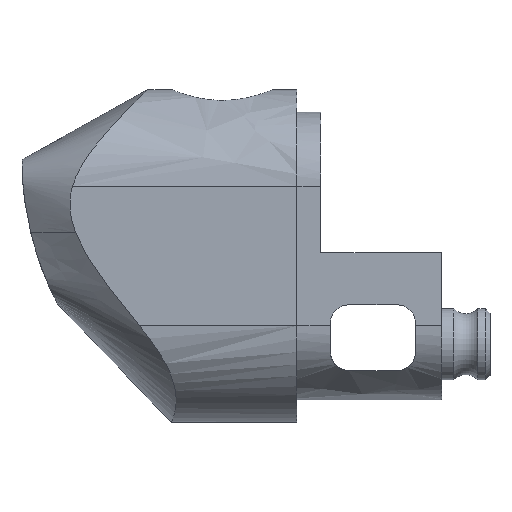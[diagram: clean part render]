
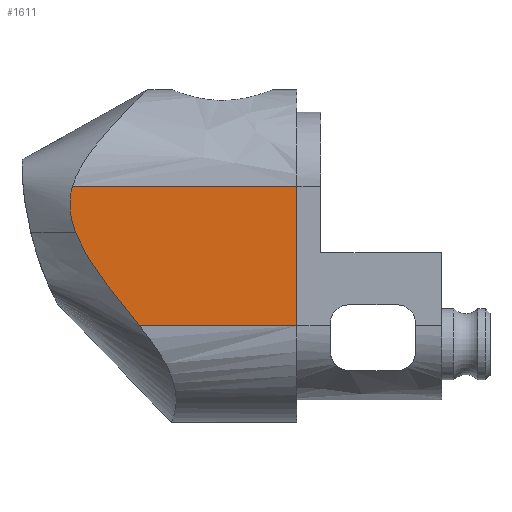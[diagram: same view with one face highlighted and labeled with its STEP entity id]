
A CAD part, front view. The second image highlights one B-rep face of the part: STEP entity #1611.
In plain terms, the highlighted planar face has unit normal (0, -1, 0).
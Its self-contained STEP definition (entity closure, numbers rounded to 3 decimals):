
#43=B_SPLINE_CURVE_WITH_KNOTS('',3,(#2730,#2731,#2732,#2733,#2734,#2735,
#2736,#2737,#2738,#2739,#2740,#2741,#2742,#2743,#2744,#2745,#2746,#2747,
#2748,#2749,#2750,#2751,#2752,#2753,#2754,#2755,#2756,#2757,#2758,#2759,
#2760,#2761,#2762,#2763,#2764,#2765,#2766),.UNSPECIFIED.,.F.,.F.,(4,3,3,
3,3,3,3,3,3,3,3,3,4),(-37.347,-36.874,-36.4,
-35.926,-35.452,-34.978,-34.504,
-34.029,-33.555,-33.154,-32.752,
-32.351,-32.271),.UNSPECIFIED.);
#44=B_SPLINE_CURVE_WITH_KNOTS('',3,(#2768,#2769,#2770,#2771,#2772,#2773,
#2774,#2775,#2776,#2777,#2778,#2779,#2780,#2781),.UNSPECIFIED.,.F.,.F.,
(4,2,2,2,2,2,4),(-1.034,-0.512,-0.275,
-0.225,-0.185,-0.098,0.),
 .UNSPECIFIED.);
#148=FACE_OUTER_BOUND('',#237,.T.);
#237=EDGE_LOOP('',(#1240,#1241,#1242,#1243,#1244));
#389=LINE('',#2783,#564);
#390=LINE('',#2785,#565);
#391=LINE('',#2786,#566);
#564=VECTOR('',#1981,10.);
#565=VECTOR('',#1982,10.);
#566=VECTOR('',#1983,10.);
#737=VERTEX_POINT('',#2728);
#738=VERTEX_POINT('',#2729);
#739=VERTEX_POINT('',#2767);
#740=VERTEX_POINT('',#2782);
#741=VERTEX_POINT('',#2784);
#928=EDGE_CURVE('',#737,#738,#43,.T.);
#929=EDGE_CURVE('',#737,#739,#44,.T.);
#930=EDGE_CURVE('',#739,#740,#389,.T.);
#931=EDGE_CURVE('',#741,#740,#390,.T.);
#932=EDGE_CURVE('',#741,#738,#391,.T.);
#1240=ORIENTED_EDGE('',*,*,#928,.F.);
#1241=ORIENTED_EDGE('',*,*,#929,.T.);
#1242=ORIENTED_EDGE('',*,*,#930,.T.);
#1243=ORIENTED_EDGE('',*,*,#931,.F.);
#1244=ORIENTED_EDGE('',*,*,#932,.T.);
#1546=PLANE('',#1728);
#1611=ADVANCED_FACE('',(#148),#1546,.T.);
#1728=AXIS2_PLACEMENT_3D('',#2727,#1979,#1980);
#1979=DIRECTION('center_axis',(0.,-1.,0.));
#1980=DIRECTION('ref_axis',(0.,0.,-1.));
#1981=DIRECTION('',(1.,0.,0.));
#1982=DIRECTION('',(0.,0.,-1.));
#1983=DIRECTION('',(-1.,0.,0.));
#2727=CARTESIAN_POINT('Origin',(-2.984,-11.5,-6.152));
#2728=CARTESIAN_POINT('',(-25.846,-11.5,-3.75));
#2729=CARTESIAN_POINT('',(-26.17,-11.5,1.051));
#2730=CARTESIAN_POINT('Ctrl Pts',(-25.846,-11.5,-3.75));
#2731=CARTESIAN_POINT('Ctrl Pts',(-25.892,-11.5,-3.634));
#2732=CARTESIAN_POINT('Ctrl Pts',(-25.935,-11.5,-3.517));
#2733=CARTESIAN_POINT('Ctrl Pts',(-25.976,-11.5,-3.4));
#2734=CARTESIAN_POINT('Ctrl Pts',(-26.017,-11.5,-3.282));
#2735=CARTESIAN_POINT('Ctrl Pts',(-26.056,-11.5,-3.164));
#2736=CARTESIAN_POINT('Ctrl Pts',(-26.093,-11.5,-3.044));
#2737=CARTESIAN_POINT('Ctrl Pts',(-26.129,-11.5,-2.925));
#2738=CARTESIAN_POINT('Ctrl Pts',(-26.163,-11.5,-2.805));
#2739=CARTESIAN_POINT('Ctrl Pts',(-26.195,-11.5,-2.685));
#2740=CARTESIAN_POINT('Ctrl Pts',(-26.226,-11.5,-2.564));
#2741=CARTESIAN_POINT('Ctrl Pts',(-26.255,-11.5,-2.443));
#2742=CARTESIAN_POINT('Ctrl Pts',(-26.282,-11.5,-2.321));
#2743=CARTESIAN_POINT('Ctrl Pts',(-26.308,-11.5,-2.199));
#2744=CARTESIAN_POINT('Ctrl Pts',(-26.331,-11.5,-2.075));
#2745=CARTESIAN_POINT('Ctrl Pts',(-26.352,-11.5,-1.953));
#2746=CARTESIAN_POINT('Ctrl Pts',(-26.372,-11.5,-1.831));
#2747=CARTESIAN_POINT('Ctrl Pts',(-26.389,-11.5,-1.711));
#2748=CARTESIAN_POINT('Ctrl Pts',(-26.403,-11.5,-1.583));
#2749=CARTESIAN_POINT('Ctrl Pts',(-26.417,-11.5,-1.454));
#2750=CARTESIAN_POINT('Ctrl Pts',(-26.427,-11.5,-1.319));
#2751=CARTESIAN_POINT('Ctrl Pts',(-26.434,-11.5,-1.21));
#2752=CARTESIAN_POINT('Ctrl Pts',(-26.442,-11.5,-1.102));
#2753=CARTESIAN_POINT('Ctrl Pts',(-26.447,-11.5,-1.021));
#2754=CARTESIAN_POINT('Ctrl Pts',(-26.445,-11.5,-0.836));
#2755=CARTESIAN_POINT('Ctrl Pts',(-26.443,-11.5,-0.68));
#2756=CARTESIAN_POINT('Ctrl Pts',(-26.435,-11.5,-0.449));
#2757=CARTESIAN_POINT('Ctrl Pts',(-26.418,-11.5,-0.239));
#2758=CARTESIAN_POINT('Ctrl Pts',(-26.4,-11.5,-0.029));
#2759=CARTESIAN_POINT('Ctrl Pts',(-26.372,-11.5,0.16));
#2760=CARTESIAN_POINT('Ctrl Pts',(-26.336,-11.5,0.353));
#2761=CARTESIAN_POINT('Ctrl Pts',(-26.299,-11.5,0.546));
#2762=CARTESIAN_POINT('Ctrl Pts',(-26.255,-11.5,0.742));
#2763=CARTESIAN_POINT('Ctrl Pts',(-26.202,-11.5,0.935));
#2764=CARTESIAN_POINT('Ctrl Pts',(-26.192,-11.5,0.974));
#2765=CARTESIAN_POINT('Ctrl Pts',(-26.181,-11.5,1.012));
#2766=CARTESIAN_POINT('Ctrl Pts',(-26.17,-11.5,1.051));
#2767=CARTESIAN_POINT('',(-19.25,-11.5,-13.355));
#2768=CARTESIAN_POINT('Ctrl Pts',(-25.847,-11.5,-3.751));
#2769=CARTESIAN_POINT('Ctrl Pts',(-25.279,-11.5,-5.202));
#2770=CARTESIAN_POINT('Ctrl Pts',(-24.43,-11.5,-6.575));
#2771=CARTESIAN_POINT('Ctrl Pts',(-22.986,-11.5,-8.647));
#2772=CARTESIAN_POINT('Ctrl Pts',(-22.431,-11.5,-9.397));
#2773=CARTESIAN_POINT('Ctrl Pts',(-21.348,-11.5,-10.756));
#2774=CARTESIAN_POINT('Ctrl Pts',(-21.146,-11.5,-11.008));
#2775=CARTESIAN_POINT('Ctrl Pts',(-20.823,-11.5,-11.408));
#2776=CARTESIAN_POINT('Ctrl Pts',(-20.68,-11.5,-11.583));
#2777=CARTESIAN_POINT('Ctrl Pts',(-20.22,-11.5,-12.15));
#2778=CARTESIAN_POINT('Ctrl Pts',(-20.095,-11.5,-12.302));
#2779=CARTESIAN_POINT('Ctrl Pts',(-19.662,-11.5,-12.84));
#2780=CARTESIAN_POINT('Ctrl Pts',(-19.456,-11.5,-13.102));
#2781=CARTESIAN_POINT('Ctrl Pts',(-19.25,-11.5,-13.355));
#2782=CARTESIAN_POINT('',(-2.984,-11.5,-13.355));
#2783=CARTESIAN_POINT('',(-19.25,-11.5,-13.355));
#2784=CARTESIAN_POINT('',(-2.984,-11.5,1.051));
#2785=CARTESIAN_POINT('',(-2.984,-11.5,1.051));
#2786=CARTESIAN_POINT('',(-2.984,-11.5,1.051));
